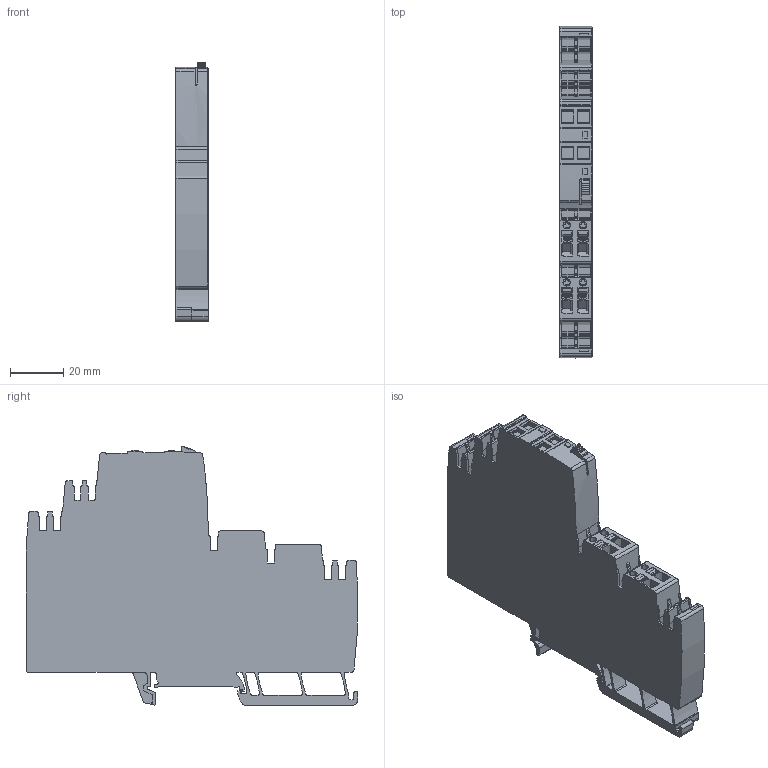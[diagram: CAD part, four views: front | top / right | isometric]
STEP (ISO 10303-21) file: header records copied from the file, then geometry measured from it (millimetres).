
FILE_DESCRIPTION(('CATIA V5 STEP Exchange','CAx-IF Rec.Pracs.--- Model Styling and Organization---1.4--- 2014-01-23'),'2;1');
FILE_NAME ('D1379806_1', '2019-06-12T12:34:28+00:00', ('none'), ('Weidmueller'), 'CATIA Version 5-6 Release 2016 SP3 HF44', 'CATIA V5 STEP AP214', 'none');
FILE_SCHEMA(('AUTOMOTIVE_DESIGN { 1 0 10303 214 1 1 1 1 }'));
Length unit declared in the file: millimetre
Products named in the file (1): S3D_TGD_ELM-12
Bounding box: 12.1 x 125.07 x 97.53 mm (x, y, z)
Volume: 94423.8 mm3; surface area: 30647.4 mm2
Topology: 10 solids, 10 shells, 1443 faces, 4389 edges, 3001 vertices
Faces by surface type: plane 789, cylinder 595, extrusion 57, bspline 2
Entity records: 50892 total; most frequent: CARTESIAN_POINT 11538, ORIENTED_EDGE 8778, DIRECTION 6370, EDGE_CURVE 4389, VERTEX_POINT 3001, VECTOR 2926, LINE 2869, AXIS2_PLACEMENT_3D 2316
